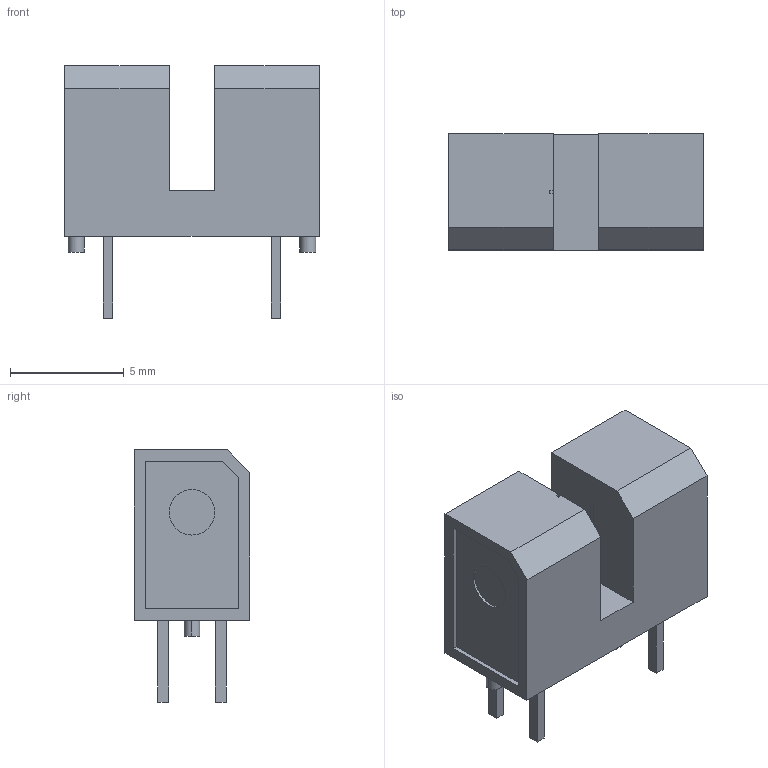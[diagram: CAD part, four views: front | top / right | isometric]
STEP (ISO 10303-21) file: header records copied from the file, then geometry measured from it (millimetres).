
FILE_DESCRIPTION((''),'2;1');
FILE_NAME('SHARP_GP1S56TJ000F.stp','2011-03-17T11:59:12',(''),(''),'Mechanical Desktop 2011','Mechanical Desktop 2011',', , ');
FILE_SCHEMA(('AUTOMOTIVE_DESIGN { 1 2 10303 214 1 1 1 1 }'));
Length unit declared in the file: millimetre
Products named in the file (1): Product
Bounding box: 11.2 x 5.1 x 11.1 mm (x, y, z)
Volume: 359.9 mm3; surface area: 432.4 mm2
Topology: 8 solids, 8 shells, 76 faces, 168 edges, 112 vertices
Faces by surface type: plane 37, bspline 33, cylinder 6
Entity records: 2146 total; most frequent: CARTESIAN_POINT 484, ORIENTED_EDGE 336, DIRECTION 272, EDGE_CURVE 168, VECTOR 152, LINE 152, VERTEX_POINT 112, EDGE_LOOP 80
